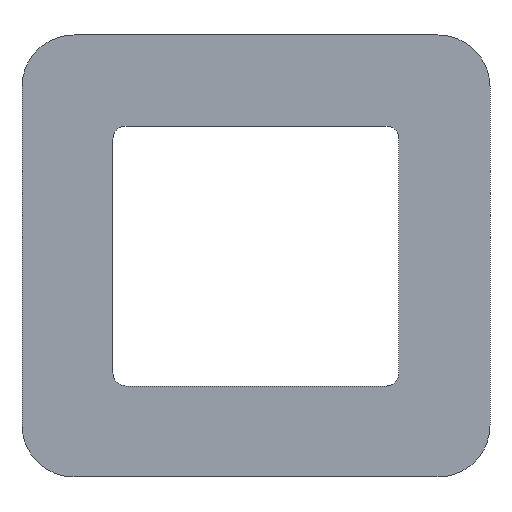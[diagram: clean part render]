
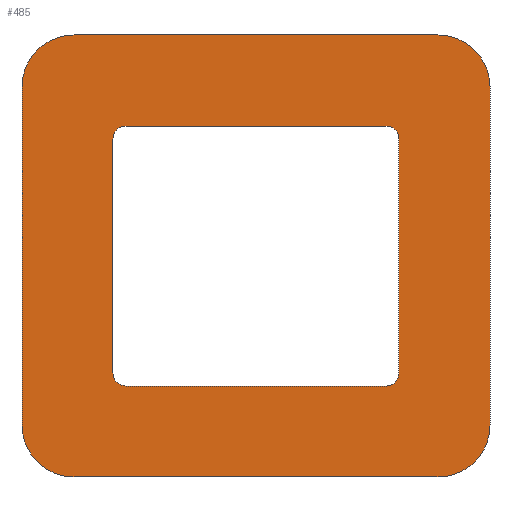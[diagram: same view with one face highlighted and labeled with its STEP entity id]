
A CAD part, front view. The second image highlights one B-rep face of the part: STEP entity #485.
In plain terms, the highlighted free-form (B-spline) face has degree [1, 1] with [2, 2] control points.
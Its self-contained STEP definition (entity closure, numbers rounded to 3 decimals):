
#49=CARTESIAN_POINT('',(-5.5,0.0,4.5));
#50=VERTEX_POINT('',#49);
#51=CARTESIAN_POINT('',(-5.5,0.0,-4.5));
#52=VERTEX_POINT('',#51);
#53=CARTESIAN_POINT('',(-5.5,0.0,4.5));
#54=CARTESIAN_POINT('',(-5.5,0.0,-4.5));
#55=QUASI_UNIFORM_CURVE('',1,(#53,#54),.UNSPECIFIED.,.F.,.U.);
#56=EDGE_CURVE('',#50,#52,#55,.T.);
#94=CARTESIAN_POINT('',(-5.0,0.0,5.0));
#95=VERTEX_POINT('',#94);
#96=CARTESIAN_POINT('',(-5.0,0.0,5.));
#97=CARTESIAN_POINT('',(-5.207,0.0,5.));
#98=CARTESIAN_POINT('',(-5.354,0.0,4.854));
#99=CARTESIAN_POINT('',(-5.5,0.0,4.707));
#100=CARTESIAN_POINT('',(-5.5,0.0,4.5));
#108=(BOUNDED_CURVE()B_SPLINE_CURVE(2,(#96,#97,#98,#99,#100),.UNSPECIFIED.,.F.,.U.)B_SPLINE_CURVE_WITH_KNOTS((3,2,3),(0.0,0.5,1.0),.UNSPECIFIED.)CURVE()GEOMETRIC_REPRESENTATION_ITEM()RATIONAL_B_SPLINE_CURVE((1.0,0.924,1.0,0.924,1.0))REPRESENTATION_ITEM(''));
#109=EDGE_CURVE('',#95,#50,#108,.T.);
#142=CARTESIAN_POINT('',(5.,0.0,5.0));
#143=VERTEX_POINT('',#142);
#144=CARTESIAN_POINT('',(5.,0.0,5.0));
#145=CARTESIAN_POINT('',(-5.0,0.0,5.0));
#146=QUASI_UNIFORM_CURVE('',1,(#144,#145),.UNSPECIFIED.,.F.,.U.);
#147=EDGE_CURVE('',#143,#95,#146,.T.);
#179=CARTESIAN_POINT('',(5.5,0.0,4.5));
#180=VERTEX_POINT('',#179);
#181=CARTESIAN_POINT('',(5.5,0.0,4.5));
#182=CARTESIAN_POINT('',(5.5,0.0,4.707));
#183=CARTESIAN_POINT('',(5.354,0.0,4.854));
#184=CARTESIAN_POINT('',(5.207,0.0,5.));
#185=CARTESIAN_POINT('',(5.,0.0,5.));
#193=(BOUNDED_CURVE()B_SPLINE_CURVE(2,(#181,#182,#183,#184,#185),.UNSPECIFIED.,.F.,.U.)B_SPLINE_CURVE_WITH_KNOTS((3,2,3),(0.0,0.5,1.0),.UNSPECIFIED.)CURVE()GEOMETRIC_REPRESENTATION_ITEM()RATIONAL_B_SPLINE_CURVE((1.0,0.924,1.0,0.924,1.0))REPRESENTATION_ITEM(''));
#194=EDGE_CURVE('',#180,#143,#193,.T.);
#227=CARTESIAN_POINT('',(5.5,0.0,-4.5));
#228=VERTEX_POINT('',#227);
#229=CARTESIAN_POINT('',(5.5,0.0,-4.5));
#230=CARTESIAN_POINT('',(5.5,0.0,4.5));
#231=QUASI_UNIFORM_CURVE('',1,(#229,#230),.UNSPECIFIED.,.F.,.U.);
#232=EDGE_CURVE('',#228,#180,#231,.T.);
#264=CARTESIAN_POINT('',(5.0,0.0,-5.0));
#265=VERTEX_POINT('',#264);
#266=CARTESIAN_POINT('',(5.0,0.0,-5.));
#267=CARTESIAN_POINT('',(5.5,0.0,-5.));
#268=CARTESIAN_POINT('',(5.5,0.0,-4.5));
#276=(BOUNDED_CURVE()B_SPLINE_CURVE(2,(#266,#267,#268),.UNSPECIFIED.,.F.,.U.)CURVE()GEOMETRIC_REPRESENTATION_ITEM()QUASI_UNIFORM_CURVE()RATIONAL_B_SPLINE_CURVE((1.0,0.707,1.0))REPRESENTATION_ITEM(''));
#277=EDGE_CURVE('',#265,#228,#276,.T.);
#308=CARTESIAN_POINT('',(-5.0,0.0,-5.0));
#309=VERTEX_POINT('',#308);
#310=CARTESIAN_POINT('',(-5.0,0.0,-5.0));
#311=CARTESIAN_POINT('',(5.0,0.0,-5.0));
#312=QUASI_UNIFORM_CURVE('',1,(#310,#311),.UNSPECIFIED.,.F.,.U.);
#313=EDGE_CURVE('',#309,#265,#312,.T.);
#345=CARTESIAN_POINT('',(-5.5,0.0,-4.5));
#346=CARTESIAN_POINT('',(-5.5,0.0,-5.));
#347=CARTESIAN_POINT('',(-5.0,0.0,-5.));
#355=(BOUNDED_CURVE()B_SPLINE_CURVE(2,(#345,#346,#347),.UNSPECIFIED.,.F.,.U.)CURVE()GEOMETRIC_REPRESENTATION_ITEM()QUASI_UNIFORM_CURVE()RATIONAL_B_SPLINE_CURVE((1.0,0.707,1.0))REPRESENTATION_ITEM(''));
#356=EDGE_CURVE('',#52,#309,#355,.T.);
#376=CARTESIAN_POINT('',(-9.899,0.0,9.349));
#377=CARTESIAN_POINT('',(9.899,0.0,9.349));
#378=CARTESIAN_POINT('',(-9.899,0.0,-9.349));
#379=CARTESIAN_POINT('',(9.899,0.0,-9.349));
#380=B_SPLINE_SURFACE_WITH_KNOTS('',1,1,((#376,#378),(#377,#379)),.UNSPECIFIED.,.F.,.F.,.U.,(2,2),(2,2),(0.0,19.798),(0.0,18.698),.UNSPECIFIED.);
#381=CARTESIAN_POINT('',(-7.0,0.0,8.5));
#382=VERTEX_POINT('',#381);
#383=CARTESIAN_POINT('',(-9.0,0.0,6.5));
#384=VERTEX_POINT('',#383);
#385=CARTESIAN_POINT('',(-7.0,0.0,8.5));
#386=CARTESIAN_POINT('',(-9.,0.0,8.5));
#387=CARTESIAN_POINT('',(-9.,0.0,6.5));
#395=(BOUNDED_CURVE()B_SPLINE_CURVE(2,(#385,#386,#387),.UNSPECIFIED.,.F.,.U.)CURVE()GEOMETRIC_REPRESENTATION_ITEM()QUASI_UNIFORM_CURVE()RATIONAL_B_SPLINE_CURVE((1.0,0.707,1.0))REPRESENTATION_ITEM(''));
#396=EDGE_CURVE('',#382,#384,#395,.T.);
#397=ORIENTED_EDGE('',*,*,#396,.T.);
#398=CARTESIAN_POINT('',(-9.0,0.0,-6.5));
#399=VERTEX_POINT('',#398);
#400=CARTESIAN_POINT('',(-9.0,0.0,6.5));
#401=CARTESIAN_POINT('',(-9.0,0.0,-6.5));
#402=QUASI_UNIFORM_CURVE('',1,(#400,#401),.UNSPECIFIED.,.F.,.U.);
#403=EDGE_CURVE('',#384,#399,#402,.T.);
#404=ORIENTED_EDGE('',*,*,#403,.T.);
#405=CARTESIAN_POINT('',(-7.,0.0,-8.5));
#406=VERTEX_POINT('',#405);
#407=CARTESIAN_POINT('',(-9.,0.0,-6.5));
#408=CARTESIAN_POINT('',(-9.,0.0,-7.328));
#409=CARTESIAN_POINT('',(-8.414,0.0,-7.914));
#410=CARTESIAN_POINT('',(-7.828,0.0,-8.5));
#411=CARTESIAN_POINT('',(-7.,0.0,-8.5));
#419=(BOUNDED_CURVE()B_SPLINE_CURVE(2,(#407,#408,#409,#410,#411),.UNSPECIFIED.,.F.,.U.)B_SPLINE_CURVE_WITH_KNOTS((3,2,3),(0.0,0.5,1.0),.UNSPECIFIED.)CURVE()GEOMETRIC_REPRESENTATION_ITEM()RATIONAL_B_SPLINE_CURVE((1.0,0.924,1.0,0.924,1.0))REPRESENTATION_ITEM(''));
#420=EDGE_CURVE('',#399,#406,#419,.T.);
#421=ORIENTED_EDGE('',*,*,#420,.T.);
#422=CARTESIAN_POINT('',(7.0,0.0,-8.5));
#423=VERTEX_POINT('',#422);
#424=CARTESIAN_POINT('',(-7.,0.0,-8.5));
#425=CARTESIAN_POINT('',(7.0,0.0,-8.5));
#426=QUASI_UNIFORM_CURVE('',1,(#424,#425),.UNSPECIFIED.,.F.,.U.);
#427=EDGE_CURVE('',#406,#423,#426,.T.);
#428=ORIENTED_EDGE('',*,*,#427,.T.);
#429=CARTESIAN_POINT('',(9.0,0.0,-6.5));
#430=VERTEX_POINT('',#429);
#431=CARTESIAN_POINT('',(7.0,0.0,-8.5));
#432=CARTESIAN_POINT('',(9.,0.0,-8.5));
#433=CARTESIAN_POINT('',(9.,0.0,-6.5));
#441=(BOUNDED_CURVE()B_SPLINE_CURVE(2,(#431,#432,#433),.UNSPECIFIED.,.F.,.U.)CURVE()GEOMETRIC_REPRESENTATION_ITEM()QUASI_UNIFORM_CURVE()RATIONAL_B_SPLINE_CURVE((1.0,0.707,1.0))REPRESENTATION_ITEM(''));
#442=EDGE_CURVE('',#423,#430,#441,.T.);
#443=ORIENTED_EDGE('',*,*,#442,.T.);
#444=CARTESIAN_POINT('',(9.0,0.0,6.5));
#445=VERTEX_POINT('',#444);
#446=CARTESIAN_POINT('',(9.0,0.0,-6.5));
#447=CARTESIAN_POINT('',(9.0,0.0,6.5));
#448=QUASI_UNIFORM_CURVE('',1,(#446,#447),.UNSPECIFIED.,.F.,.U.);
#449=EDGE_CURVE('',#430,#445,#448,.T.);
#450=ORIENTED_EDGE('',*,*,#449,.T.);
#451=CARTESIAN_POINT('',(7.,0.0,8.5));
#452=VERTEX_POINT('',#451);
#453=CARTESIAN_POINT('',(9.,0.0,6.5));
#454=CARTESIAN_POINT('',(9.,0.0,7.328));
#455=CARTESIAN_POINT('',(8.414,0.0,7.914));
#456=CARTESIAN_POINT('',(7.828,0.0,8.5));
#457=CARTESIAN_POINT('',(7.,0.0,8.5));
#465=(BOUNDED_CURVE()B_SPLINE_CURVE(2,(#453,#454,#455,#456,#457),.UNSPECIFIED.,.F.,.U.)B_SPLINE_CURVE_WITH_KNOTS((3,2,3),(0.0,0.5,1.0),.UNSPECIFIED.)CURVE()GEOMETRIC_REPRESENTATION_ITEM()RATIONAL_B_SPLINE_CURVE((1.0,0.924,1.0,0.924,1.0))REPRESENTATION_ITEM(''));
#466=EDGE_CURVE('',#445,#452,#465,.T.);
#467=ORIENTED_EDGE('',*,*,#466,.T.);
#468=CARTESIAN_POINT('',(7.,0.0,8.5));
#469=CARTESIAN_POINT('',(-7.0,0.0,8.5));
#470=QUASI_UNIFORM_CURVE('',1,(#468,#469),.UNSPECIFIED.,.F.,.U.);
#471=EDGE_CURVE('',#452,#382,#470,.T.);
#472=ORIENTED_EDGE('',*,*,#471,.T.);
#473=EDGE_LOOP('',(#397,#404,#421,#428,#443,#450,#467,#472));
#474=FACE_OUTER_BOUND('',#473,.T.);
#475=ORIENTED_EDGE('',*,*,#356,.F.);
#476=ORIENTED_EDGE('',*,*,#56,.F.);
#477=ORIENTED_EDGE('',*,*,#109,.F.);
#478=ORIENTED_EDGE('',*,*,#147,.F.);
#479=ORIENTED_EDGE('',*,*,#194,.F.);
#480=ORIENTED_EDGE('',*,*,#232,.F.);
#481=ORIENTED_EDGE('',*,*,#277,.F.);
#482=ORIENTED_EDGE('',*,*,#313,.F.);
#483=EDGE_LOOP('',(#475,#476,#477,#478,#479,#480,#481,#482));
#484=FACE_BOUND('',#483,.T.);
#485=ADVANCED_FACE('',(#474,#484),#380,.F.);
